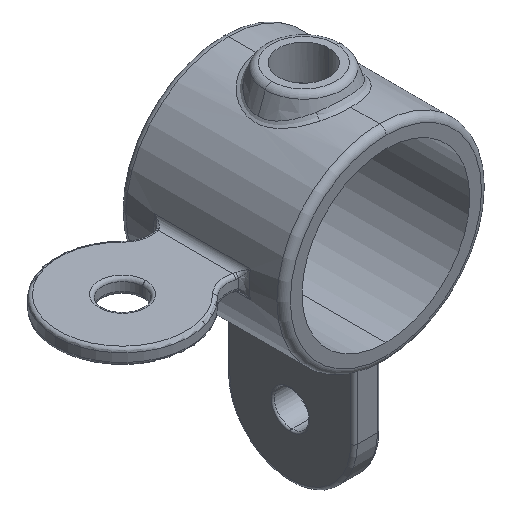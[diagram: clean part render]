
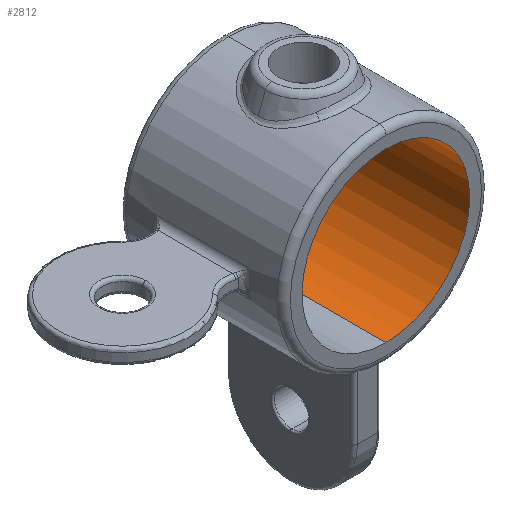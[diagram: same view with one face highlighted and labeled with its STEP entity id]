
A CAD part, isometric view. The second image highlights one B-rep face of the part: STEP entity #2812.
In plain terms, the highlighted cylindrical face has radius 25 mm (diameter 50 mm), a partial arc.
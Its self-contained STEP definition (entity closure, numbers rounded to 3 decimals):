
#32 = CARTESIAN_POINT ( 'NONE',  ( 2.423, 7.102, 24.883 ) ) ;
#46 = EDGE_CURVE ( 'NONE', #3308, #1055, #1890, .T. ) ;
#65 = AXIS2_PLACEMENT_3D ( 'NONE', #2384, #1562, #454 ) ;
#153 = CARTESIAN_POINT ( 'NONE',  ( 0., 24.5, 25. ) ) ;
#191 = CARTESIAN_POINT ( 'NONE',  ( 4.582, -5.958, 24.58 ) ) ;
#215 = EDGE_CURVE ( 'NONE', #2479, #1055, #2627, .T. ) ;
#248 = EDGE_CURVE ( 'NONE', #2227, #1232, #679, .T. ) ;
#279 = VERTEX_POINT ( 'NONE', #1343 ) ;
#283 = ORIENTED_EDGE ( 'NONE', *, *, #248, .F. ) ;
#285 = CARTESIAN_POINT ( 'NONE',  ( 7.306, 1.711, 23.909 ) ) ;
#295 = CARTESIAN_POINT ( 'NONE',  ( 7.451, 0.989, 23.864 ) ) ;
#414 = LINE ( 'NONE', #2167, #2616 ) ;
#454 = DIRECTION ( 'NONE',  ( 1., 0., 0. ) ) ;
#478 = CARTESIAN_POINT ( 'NONE',  ( 7.112, -2.432, 23.968 ) ) ;
#484 = CARTESIAN_POINT ( 'NONE',  ( 0., 24.5, 0. ) ) ;
#554 = CARTESIAN_POINT ( 'NONE',  ( 5.637, 4.953, 24.357 ) ) ;
#559 = CARTESIAN_POINT ( 'NONE',  ( 2.654, -7.019, 24.86 ) ) ;
#561 = CARTESIAN_POINT ( 'NONE',  ( 6.504, 3.766, 24.141 ) ) ;
#569 = CARTESIAN_POINT ( 'NONE',  ( 1.951, 7.246, 24.925 ) ) ;
#582 = CARTESIAN_POINT ( 'NONE',  ( 0.981, 7.452, 24.985 ) ) ;
#679 = LINE ( 'NONE', #1911, #1321 ) ;
#710 = ORIENTED_EDGE ( 'NONE', *, *, #46, .F. ) ;
#737 = CARTESIAN_POINT ( 'NONE',  ( 3.331, -6.737, 24.781 ) ) ;
#765 = CARTESIAN_POINT ( 'NONE',  ( 6.735, -3.336, 24.077 ) ) ;
#781 = CARTESIAN_POINT ( 'NONE',  ( 4.958, -5.648, 24.506 ) ) ;
#784 = CARTESIAN_POINT ( 'NONE',  ( 1.949, -7.246, 24.925 ) ) ;
#824 = CARTESIAN_POINT ( 'NONE',  ( 1.709, 7.307, 24.943 ) ) ;
#839 = CARTESIAN_POINT ( 'NONE',  ( 3.761, 6.507, 24.719 ) ) ;
#890 = ORIENTED_EDGE ( 'NONE', *, *, #215, .T. ) ;
#923 = DIRECTION ( 'NONE',  ( 0., 1., 0. ) ) ;
#1001 = B_SPLINE_CURVE_WITH_KNOTS ( 'NONE', 3,
 ( #3510, #1861, #2758, #2667, #784, #2988, #559, #737, #1401, #191, #781, #2400, #1900, #2159, #1340, #2429, #765, #478, #3263, #2707, #1863, #2990 ),
 .UNSPECIFIED., .F., .F.,
 ( 4, 2, 2, 2, 2, 2, 2, 2, 2, 2, 4 ),
 ( 0.035, 0.037, 0.038, 0.038, 0.04, 0.041, 0.042, 0.043, 0.044, 0.046, 0.047 ),
 .UNSPECIFIED. ) ;
#1031 = DIRECTION ( 'NONE',  ( 0., -1., 0. ) ) ;
#1055 = VERTEX_POINT ( 'NONE', #2358 ) ;
#1085 = DIRECTION ( 'NONE',  ( 0., -1., 0. ) ) ;
#1093 = CARTESIAN_POINT ( 'NONE',  ( 0., -7.5, 25. ) ) ;
#1130 = CARTESIAN_POINT ( 'NONE',  ( 6.096, 4.376, 24.246 ) ) ;
#1232 = VERTEX_POINT ( 'NONE', #2332 ) ;
#1274 = EDGE_LOOP ( 'NONE', ( #283, #2526, #890, #710, #3134, #2437, #1478 ) ) ;
#1296 = DIRECTION ( 'NONE',  ( 0., 0., -1. ) ) ;
#1321 = VECTOR ( 'NONE', #1085, 1000. ) ;
#1326 = EDGE_CURVE ( 'NONE', #1764, #279, #1001, .T. ) ;
#1340 = CARTESIAN_POINT ( 'NONE',  ( 6.097, -4.375, 24.246 ) ) ;
#1343 = CARTESIAN_POINT ( 'NONE',  ( 7.5, 0., 23.848 ) ) ;
#1378 = CARTESIAN_POINT ( 'NONE',  ( 7.5, 0.499, 23.848 ) ) ;
#1401 = CARTESIAN_POINT ( 'NONE',  ( 3.762, -6.507, 24.719 ) ) ;
#1438 = AXIS2_PLACEMENT_3D ( 'NONE', #1733, #923, #2007 ) ;
#1447 = CARTESIAN_POINT ( 'NONE',  ( 0., -24.5, 25. ) ) ;
#1478 = ORIENTED_EDGE ( 'NONE', *, *, #2026, .T. ) ;
#1562 = DIRECTION ( 'NONE',  ( 0., 1., 0. ) ) ;
#1617 = DIRECTION ( 'NONE',  ( 0., -1., 0. ) ) ;
#1651 = CARTESIAN_POINT ( 'NONE',  ( 7.246, 1.949, 23.927 ) ) ;
#1665 = CARTESIAN_POINT ( 'NONE',  ( 7.102, 2.422, 23.97 ) ) ;
#1676 = CARTESIAN_POINT ( 'NONE',  ( 6.735, 3.336, 24.077 ) ) ;
#1682 = CARTESIAN_POINT ( 'NONE',  ( 0.493, 7.5, 25. ) ) ;
#1697 = FACE_OUTER_BOUND ( 'NONE', #1274, .T. ) ;
#1733 = CARTESIAN_POINT ( 'NONE',  ( 0., -24.5, 0. ) ) ;
#1764 = VERTEX_POINT ( 'NONE', #1093 ) ;
#1861 = CARTESIAN_POINT ( 'NONE',  ( 0.494, -7.5, 25. ) ) ;
#1863 = CARTESIAN_POINT ( 'NONE',  ( 7.5, -0.499, 23.848 ) ) ;
#1890 = CIRCLE ( 'NONE', #1438, 25. ) ;
#1900 = CARTESIAN_POINT ( 'NONE',  ( 5.638, -4.952, 24.356 ) ) ;
#1911 = CARTESIAN_POINT ( 'NONE',  ( 0., 24.5, 25. ) ) ;
#1962 = CARTESIAN_POINT ( 'NONE',  ( 3.329, 6.738, 24.781 ) ) ;
#1977 = EDGE_CURVE ( 'NONE', #1764, #3308, #414, .T. ) ;
#2007 = DIRECTION ( 'NONE',  ( 1., 0., 0. ) ) ;
#2026 = EDGE_CURVE ( 'NONE', #279, #1232, #2628, .T. ) ;
#2053 = CYLINDRICAL_SURFACE ( 'NONE', #3407, 25. ) ;
#2159 = CARTESIAN_POINT ( 'NONE',  ( 5.949, -4.574, 24.282 ) ) ;
#2167 = CARTESIAN_POINT ( 'NONE',  ( 0., 24.5, 25. ) ) ;
#2188 = VECTOR ( 'NONE', #1031, 1000. ) ;
#2226 = CARTESIAN_POINT ( 'NONE',  ( 4.581, 5.959, 24.58 ) ) ;
#2227 = VERTEX_POINT ( 'NONE', #153 ) ;
#2236 = CARTESIAN_POINT ( 'NONE',  ( 5.948, 4.574, 24.283 ) ) ;
#2332 = CARTESIAN_POINT ( 'NONE',  ( 0., 7.5, 25. ) ) ;
#2358 = CARTESIAN_POINT ( 'NONE',  ( 0., -24.5, -25. ) ) ;
#2384 = CARTESIAN_POINT ( 'NONE',  ( 0., 24.5, 0. ) ) ;
#2400 = CARTESIAN_POINT ( 'NONE',  ( 5.474, -5.132, 24.394 ) ) ;
#2406 = DIRECTION ( 'NONE',  ( 0., -1., 0. ) ) ;
#2429 = CARTESIAN_POINT ( 'NONE',  ( 6.505, -3.765, 24.141 ) ) ;
#2437 = ORIENTED_EDGE ( 'NONE', *, *, #1326, .T. ) ;
#2454 = CARTESIAN_POINT ( 'NONE',  ( 0., 24.5, -25. ) ) ;
#2479 = VERTEX_POINT ( 'NONE', #2454 ) ;
#2495 = CARTESIAN_POINT ( 'NONE',  ( 5.473, 5.134, 24.394 ) ) ;
#2501 = CARTESIAN_POINT ( 'NONE',  ( 4.957, 5.649, 24.506 ) ) ;
#2526 = ORIENTED_EDGE ( 'NONE', *, *, #3257, .T. ) ;
#2616 = VECTOR ( 'NONE', #1617, 1000. ) ;
#2627 = LINE ( 'NONE', #2979, #2188 ) ;
#2628 = B_SPLINE_CURVE_WITH_KNOTS ( 'NONE', 3,
 ( #3321, #1378, #295, #285, #1651, #1665, #2768, #1676, #561, #1130, #2236, #554, #2495, #2501, #2226, #839, #1962, #2781, #32, #569, #824, #582, #1682, #3583 ),
 .UNSPECIFIED., .F., .F.,
 ( 4, 2, 2, 2, 2, 2, 2, 2, 2, 2, 2, 4 ),
 ( 0., 0.001, 0.002, 0.003, 0.004, 0.005, 0.006, 0.007, 0.009, 0.01, 0.01, 0.012 ),
 .UNSPECIFIED. ) ;
#2667 = CARTESIAN_POINT ( 'NONE',  ( 1.708, -7.307, 24.943 ) ) ;
#2707 = CARTESIAN_POINT ( 'NONE',  ( 7.451, -0.989, 23.864 ) ) ;
#2758 = CARTESIAN_POINT ( 'NONE',  ( 0.983, -7.452, 24.985 ) ) ;
#2768 = CARTESIAN_POINT ( 'NONE',  ( 7.018, 2.656, 23.995 ) ) ;
#2781 = CARTESIAN_POINT ( 'NONE',  ( 2.653, 7.019, 24.86 ) ) ;
#2812 = ADVANCED_FACE ( 'NONE', ( #1697 ), #2053, .F. ) ;
#2979 = CARTESIAN_POINT ( 'NONE',  ( 0., 24.5, -25. ) ) ;
#2988 = CARTESIAN_POINT ( 'NONE',  ( 2.423, -7.102, 24.883 ) ) ;
#2990 = CARTESIAN_POINT ( 'NONE',  ( 7.5, 0., 23.848 ) ) ;
#3134 = ORIENTED_EDGE ( 'NONE', *, *, #1977, .F. ) ;
#3257 = EDGE_CURVE ( 'NONE', #2227, #2479, #3474, .T. ) ;
#3263 = CARTESIAN_POINT ( 'NONE',  ( 7.258, -1.953, 23.924 ) ) ;
#3308 = VERTEX_POINT ( 'NONE', #1447 ) ;
#3321 = CARTESIAN_POINT ( 'NONE',  ( 7.5, 0., 23.848 ) ) ;
#3407 = AXIS2_PLACEMENT_3D ( 'NONE', #484, #2406, #1296 ) ;
#3474 = CIRCLE ( 'NONE', #65, 25. ) ;
#3510 = CARTESIAN_POINT ( 'NONE',  ( 0., -7.5, 25. ) ) ;
#3583 = CARTESIAN_POINT ( 'NONE',  ( 0., 7.5, 25. ) ) ;
